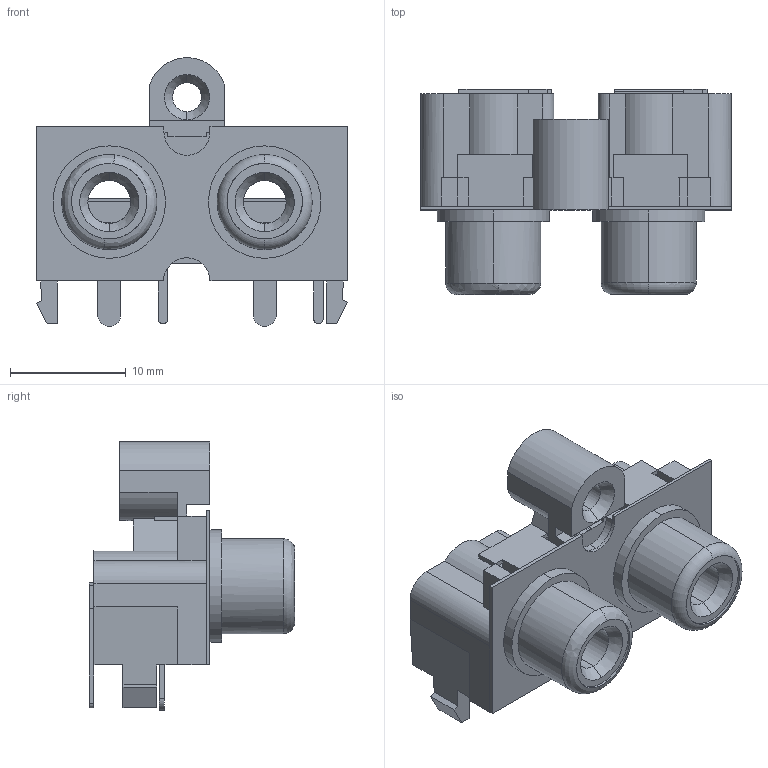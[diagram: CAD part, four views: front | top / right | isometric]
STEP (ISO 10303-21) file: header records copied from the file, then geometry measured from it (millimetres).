
FILE_DESCRIPTION (( 'STEP AP214' ), '1' );
FILE_NAME ('User Library-RCA-1.STEP', '2018-03-02T14:16:50', ( '' ), ( '' ), 'SwSTEP 2.0', 'SolidWorks 2018', '' );
FILE_SCHEMA (( 'AUTOMOTIVE_DESIGN' ));
Length unit declared in the file: millimetre
Products named in the file (1): User Library-RCA-1
Bounding box: 26.8 x 17.7 x 23.14 mm (x, y, z)
Volume: 2601.7 mm3; surface area: 3117 mm2
Topology: 1 solids, 1 shells, 276 faces, 814 edges, 522 vertices
Faces by surface type: plane 217, cylinder 49, cone 6, bspline 2, torus 2
Entity records: 12114 total; most frequent: CARTESIAN_POINT 1953, ORIENTED_EDGE 1628, DIRECTION 1504, EDGE_CURVE 814, LINE 662, VECTOR 662, VERTEX_POINT 522, AXIS2_PLACEMENT_3D 421
